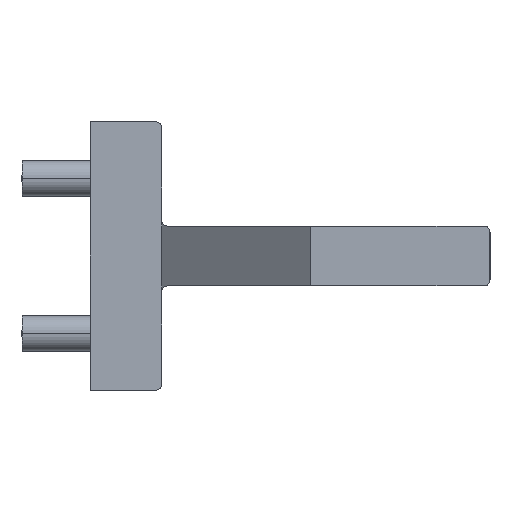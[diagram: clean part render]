
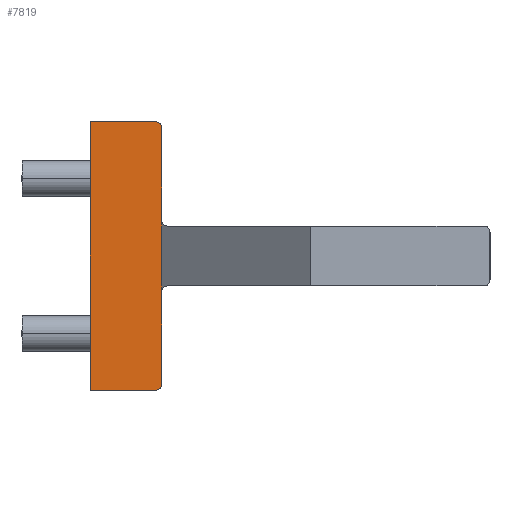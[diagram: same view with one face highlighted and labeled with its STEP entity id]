
A CAD part, left-side view. The second image highlights one B-rep face of the part: STEP entity #7819.
In plain terms, the highlighted planar face has unit normal (-1, 0, 0).
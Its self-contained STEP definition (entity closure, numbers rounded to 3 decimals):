
#7735=AXIS2_PLACEMENT_3D('Plane Axis2P3D',#7732,#7733,#7734) ;
#7739=AXIS2_PLACEMENT_3D('Circle Axis2P3D',#7737,#7738,$) ;
#7783=AXIS2_PLACEMENT_3D('Circle Axis2P3D',#7781,#7782,$) ;
#7732=CARTESIAN_POINT('Axis2P3D Location',(-258.,10.,206.)) ;
#7737=CARTESIAN_POINT('Axis2P3D Location',(-258.,-1.,184.5)) ;
#7741=CARTESIAN_POINT('Vertex',(-258.,-2.,184.5)) ;
#7743=CARTESIAN_POINT('Vertex',(-258.,-1.,183.5)) ;
#7746=CARTESIAN_POINT('Line Origine',(-258.,-2.,192.25)) ;
#7750=CARTESIAN_POINT('Vertex',(-258.,-2.,200.)) ;
#7753=CARTESIAN_POINT('Line Origine',(-258.,-2.,200.5)) ;
#7757=CARTESIAN_POINT('Vertex',(-258.,-2.,201.)) ;
#7760=CARTESIAN_POINT('Line Origine',(-258.,-2.,206.)) ;
#7764=CARTESIAN_POINT('Vertex',(-258.,-2.,211.)) ;
#7767=CARTESIAN_POINT('Line Origine',(-258.,-2.,211.5)) ;
#7771=CARTESIAN_POINT('Vertex',(-258.,-2.,212.)) ;
#7774=CARTESIAN_POINT('Line Origine',(-258.,-2.,219.75)) ;
#7778=CARTESIAN_POINT('Vertex',(-258.,-2.,227.5)) ;
#7781=CARTESIAN_POINT('Axis2P3D Location',(-258.,-1.,227.5)) ;
#7785=CARTESIAN_POINT('Vertex',(-258.,-1.,228.5)) ;
#7788=CARTESIAN_POINT('Line Origine',(-258.,4.5,228.5)) ;
#7792=CARTESIAN_POINT('Vertex',(-258.,10.,228.5)) ;
#7795=CARTESIAN_POINT('Line Origine',(-258.,10.,206.)) ;
#7799=CARTESIAN_POINT('Vertex',(-258.,10.,183.5)) ;
#7802=CARTESIAN_POINT('Line Origine',(-258.,4.5,183.5)) ;
#7733=DIRECTION('Axis2P3D Direction',(1.,0.,0.)) ;
#7734=DIRECTION('Axis2P3D XDirection',(0.,1.,0.)) ;
#7738=DIRECTION('Axis2P3D Direction',(1.,0.,0.)) ;
#7747=DIRECTION('Vector Direction',(0.,0.,1.)) ;
#7754=DIRECTION('Vector Direction',(0.,0.,1.)) ;
#7761=DIRECTION('Vector Direction',(0.,0.,-1.)) ;
#7768=DIRECTION('Vector Direction',(0.,0.,-1.)) ;
#7775=DIRECTION('Vector Direction',(0.,0.,-1.)) ;
#7782=DIRECTION('Axis2P3D Direction',(1.,0.,0.)) ;
#7789=DIRECTION('Vector Direction',(0.,-1.,0.)) ;
#7796=DIRECTION('Vector Direction',(0.,0.,1.)) ;
#7803=DIRECTION('Vector Direction',(0.,-1.,0.)) ;
#7748=VECTOR('Line Direction',#7747,1.) ;
#7755=VECTOR('Line Direction',#7754,1.) ;
#7762=VECTOR('Line Direction',#7761,1.) ;
#7769=VECTOR('Line Direction',#7768,1.) ;
#7776=VECTOR('Line Direction',#7775,1.) ;
#7790=VECTOR('Line Direction',#7789,1.) ;
#7797=VECTOR('Line Direction',#7796,1.) ;
#7804=VECTOR('Line Direction',#7803,1.) ;
#7808=ORIENTED_EDGE('',*,*,#7745,.F.) ;
#7809=ORIENTED_EDGE('',*,*,#7752,.F.) ;
#7810=ORIENTED_EDGE('',*,*,#7759,.T.) ;
#7811=ORIENTED_EDGE('',*,*,#7766,.F.) ;
#7812=ORIENTED_EDGE('',*,*,#7773,.T.) ;
#7813=ORIENTED_EDGE('',*,*,#7780,.F.) ;
#7814=ORIENTED_EDGE('',*,*,#7787,.F.) ;
#7815=ORIENTED_EDGE('',*,*,#7794,.F.) ;
#7816=ORIENTED_EDGE('',*,*,#7801,.F.) ;
#7817=ORIENTED_EDGE('',*,*,#7806,.F.) ;
#7819=ADVANCED_FACE('RB2893009_1PA_001_00_SPREAD_REAR_TERM_SINGLE_N1.1\\PartBody',(#7818),#7736,.F.) ;
#7740=CIRCLE('generated circle',#7739,1.) ;
#7784=CIRCLE('generated circle',#7783,1.) ;
#7745=EDGE_CURVE('',#7742,#7744,#7740,.T.) ;
#7752=EDGE_CURVE('',#7751,#7742,#7749,.F.) ;
#7759=EDGE_CURVE('',#7751,#7758,#7756,.T.) ;
#7766=EDGE_CURVE('',#7765,#7758,#7763,.T.) ;
#7773=EDGE_CURVE('',#7765,#7772,#7770,.F.) ;
#7780=EDGE_CURVE('',#7779,#7772,#7777,.T.) ;
#7787=EDGE_CURVE('',#7786,#7779,#7784,.T.) ;
#7794=EDGE_CURVE('',#7793,#7786,#7791,.T.) ;
#7801=EDGE_CURVE('',#7800,#7793,#7798,.T.) ;
#7806=EDGE_CURVE('',#7744,#7800,#7805,.F.) ;
#7807=EDGE_LOOP('',(#7808,#7809,#7810,#7811,#7812,#7813,#7814,#7815,#7816,#7817)) ;
#7818=FACE_OUTER_BOUND('',#7807,.T.) ;
#7749=LINE('Line',#7746,#7748) ;
#7756=LINE('Line',#7753,#7755) ;
#7763=LINE('Line',#7760,#7762) ;
#7770=LINE('Line',#7767,#7769) ;
#7777=LINE('Line',#7774,#7776) ;
#7791=LINE('Line',#7788,#7790) ;
#7798=LINE('Line',#7795,#7797) ;
#7805=LINE('Line',#7802,#7804) ;
#7736=PLANE('',#7735) ;
#7742=VERTEX_POINT('',#7741) ;
#7744=VERTEX_POINT('',#7743) ;
#7751=VERTEX_POINT('',#7750) ;
#7758=VERTEX_POINT('',#7757) ;
#7765=VERTEX_POINT('',#7764) ;
#7772=VERTEX_POINT('',#7771) ;
#7779=VERTEX_POINT('',#7778) ;
#7786=VERTEX_POINT('',#7785) ;
#7793=VERTEX_POINT('',#7792) ;
#7800=VERTEX_POINT('',#7799) ;
